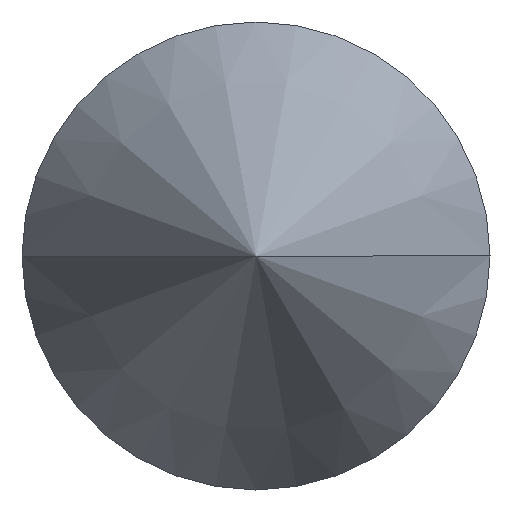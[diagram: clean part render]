
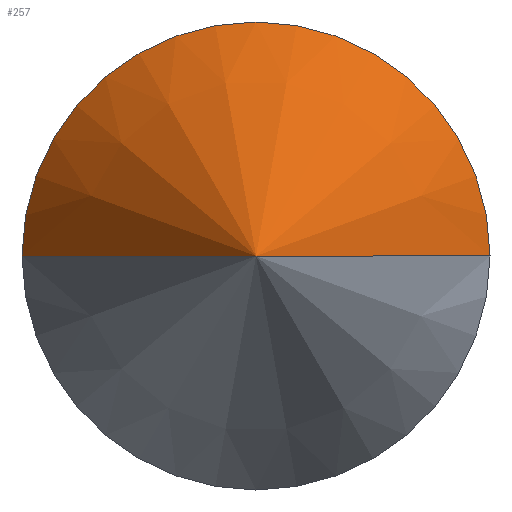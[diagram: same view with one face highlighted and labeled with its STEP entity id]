
A CAD part, front view. The second image highlights one B-rep face of the part: STEP entity #257.
In plain terms, the highlighted conical face has half-angle 30 degrees and reference radius 577.35 mm.
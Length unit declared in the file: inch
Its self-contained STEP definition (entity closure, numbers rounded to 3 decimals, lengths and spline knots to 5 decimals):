
#8 = DIRECTION ( 'NONE',  ( 1., 0., 0. ) ) ;
#27 = EDGE_LOOP ( 'NONE', ( #60, #235, #166 ) ) ;
#29 = VERTEX_POINT ( 'NONE', #94 ) ;
#31 = DIRECTION ( 'NONE',  ( 0.5, 0.866, 0. ) ) ;
#37 = DIRECTION ( 'NONE',  ( -0.5, 0.866, 0. ) ) ;
#38 = EDGE_CURVE ( 'NONE', #210, #187, #44, .T. ) ;
#39 = DIRECTION ( 'NONE',  ( 0., 1., 0. ) ) ;
#42 = DIRECTION ( 'NONE',  ( -1., 0., 0. ) ) ;
#44 = CIRCLE ( 'NONE', #130, 0.15625 ) ;
#47 = LINE ( 'NONE', #123, #126 ) ;
#52 = CONICAL_SURFACE ( 'NONE', #141, 22.73033, 0.524 ) ;
#60 = ORIENTED_EDGE ( 'NONE', *, *, #140, .F. ) ;
#81 = CARTESIAN_POINT ( 'NONE',  ( 0., 0.27063, 0. ) ) ;
#94 = CARTESIAN_POINT ( 'NONE',  ( 0., 0., 0. ) ) ;
#106 = VECTOR ( 'NONE', #31, 39.37008 ) ;
#114 = FACE_OUTER_BOUND ( 'NONE', #27, .T. ) ;
#123 = CARTESIAN_POINT ( 'NONE',  ( 0., 0., 0. ) ) ;
#126 = VECTOR ( 'NONE', #37, 39.37008 ) ;
#130 = AXIS2_PLACEMENT_3D ( 'NONE', #81, #194, #8 ) ;
#132 = CARTESIAN_POINT ( 'NONE',  ( 0., 0., 0. ) ) ;
#140 = EDGE_CURVE ( 'NONE', #29, #187, #47, .T. ) ;
#141 = AXIS2_PLACEMENT_3D ( 'NONE', #255, #39, #42 ) ;
#142 = CARTESIAN_POINT ( 'NONE',  ( -0.15625, 0.27063, 0. ) ) ;
#166 = ORIENTED_EDGE ( 'NONE', *, *, #38, .T. ) ;
#187 = VERTEX_POINT ( 'NONE', #142 ) ;
#190 = CARTESIAN_POINT ( 'NONE',  ( 0.15625, 0.27063, 0. ) ) ;
#194 = DIRECTION ( 'NONE',  ( 0., -1., 0. ) ) ;
#210 = VERTEX_POINT ( 'NONE', #190 ) ;
#235 = ORIENTED_EDGE ( 'NONE', *, *, #247, .T. ) ;
#236 = LINE ( 'NONE', #132, #106 ) ;
#247 = EDGE_CURVE ( 'NONE', #29, #210, #236, .T. ) ;
#255 = CARTESIAN_POINT ( 'NONE',  ( 0., 39.37008, 0. ) ) ;
#257 = ADVANCED_FACE ( 'NONE', ( #114 ), #52, .T. ) ;
